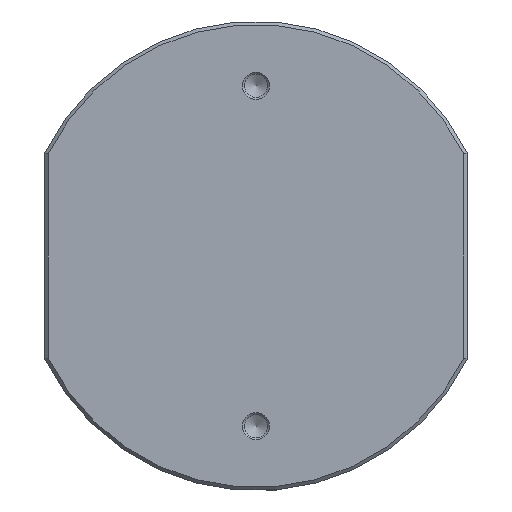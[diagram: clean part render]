
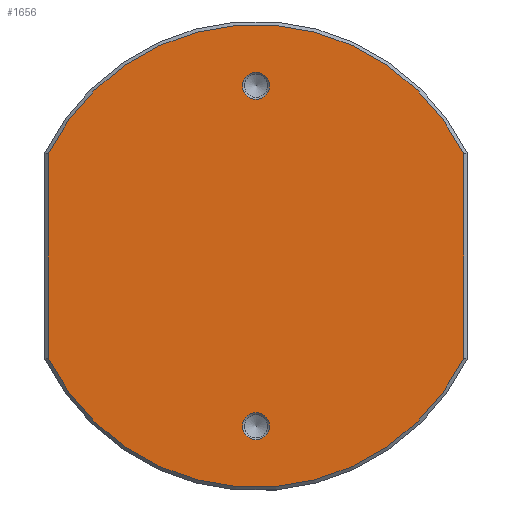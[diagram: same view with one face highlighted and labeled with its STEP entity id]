
A CAD part, front view. The second image highlights one B-rep face of the part: STEP entity #1656.
In plain terms, the highlighted planar face has unit normal (0, -1, 0).
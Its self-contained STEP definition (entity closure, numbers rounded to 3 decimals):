
#776=PLANE('',#11497);
#979=FACE_BOUND('',#3007,.T.);
#980=FACE_BOUND('',#3008,.T.);
#981=FACE_BOUND('',#3009,.T.);
#1656=ADVANCED_FACE('',(#979,#980,#981),#776,.F.);
#3007=EDGE_LOOP('',(#6996,#6997,#6998,#6999));
#3008=EDGE_LOOP('',(#7000));
#3009=EDGE_LOOP('',(#7001));
#4140=LINE('',#20855,#4957);
#4141=LINE('',#20859,#4958);
#4957=VECTOR('',#13723,1.);
#4958=VECTOR('',#13726,1.);
#6996=ORIENTED_EDGE('',*,*,#9997,.T.);
#6997=ORIENTED_EDGE('',*,*,#9998,.T.);
#6998=ORIENTED_EDGE('',*,*,#9999,.T.);
#6999=ORIENTED_EDGE('',*,*,#10000,.T.);
#7000=ORIENTED_EDGE('',*,*,#9995,.T.);
#7001=ORIENTED_EDGE('',*,*,#9992,.T.);
#8682=VERTEX_POINT('',#20839);
#8685=VERTEX_POINT('',#20847);
#8687=VERTEX_POINT('',#20853);
#8688=VERTEX_POINT('',#20854);
#8689=VERTEX_POINT('',#20856);
#8690=VERTEX_POINT('',#20858);
#9992=EDGE_CURVE('',#8682,#8682,#10696,.T.);
#9995=EDGE_CURVE('',#8685,#8685,#10699,.T.);
#9997=EDGE_CURVE('',#8687,#8688,#10701,.T.);
#9998=EDGE_CURVE('',#8688,#8689,#4140,.T.);
#9999=EDGE_CURVE('',#8689,#8690,#10702,.T.);
#10000=EDGE_CURVE('',#8690,#8687,#4141,.T.);
#10696=CIRCLE('',#11486,4.);
#10699=CIRCLE('',#11491,4.);
#10701=CIRCLE('',#11495,68.);
#10702=CIRCLE('',#11496,68.);
#11486=AXIS2_PLACEMENT_3D('',#20838,#13703,#13704);
#11491=AXIS2_PLACEMENT_3D('',#20846,#13713,#13714);
#11495=AXIS2_PLACEMENT_3D('',#20852,#13721,#13722);
#11496=AXIS2_PLACEMENT_3D('',#20857,#13724,#13725);
#11497=AXIS2_PLACEMENT_3D('',#20860,#13727,#13728);
#13703=DIRECTION('',(0.,1.,0.));
#13704=DIRECTION('',(0.,0.,1.));
#13713=DIRECTION('',(0.,1.,0.));
#13714=DIRECTION('',(0.,0.,1.));
#13721=DIRECTION('',(0.,-1.,0.));
#13722=DIRECTION('',(0.,0.,1.));
#13723=DIRECTION('',(0.,0.,1.));
#13724=DIRECTION('',(0.,-1.,0.));
#13725=DIRECTION('',(0.,0.,1.));
#13726=DIRECTION('',(0.,0.,-1.));
#13727=DIRECTION('',(0.,1.,0.));
#13728=DIRECTION('',(0.,0.,-1.));
#20838=CARTESIAN_POINT('',(53.409,7.,-105.5));
#20839=CARTESIAN_POINT('',(53.409,7.,-101.5));
#20846=CARTESIAN_POINT('',(53.41,7.,-5.5));
#20847=CARTESIAN_POINT('',(53.41,7.,-1.5));
#20852=CARTESIAN_POINT('',(53.41,7.,-55.5));
#20853=CARTESIAN_POINT('',(-7.591,7.,-85.55));
#20854=CARTESIAN_POINT('',(114.41,7.,-85.55));
#20855=CARTESIAN_POINT('',(114.41,7.,-111.));
#20856=CARTESIAN_POINT('',(114.41,7.,-25.45));
#20857=CARTESIAN_POINT('',(53.41,7.,-55.5));
#20858=CARTESIAN_POINT('',(-7.591,7.,-25.45));
#20859=CARTESIAN_POINT('',(-7.591,7.,-111.));
#20860=CARTESIAN_POINT('',(1.41,7.,-111.));
